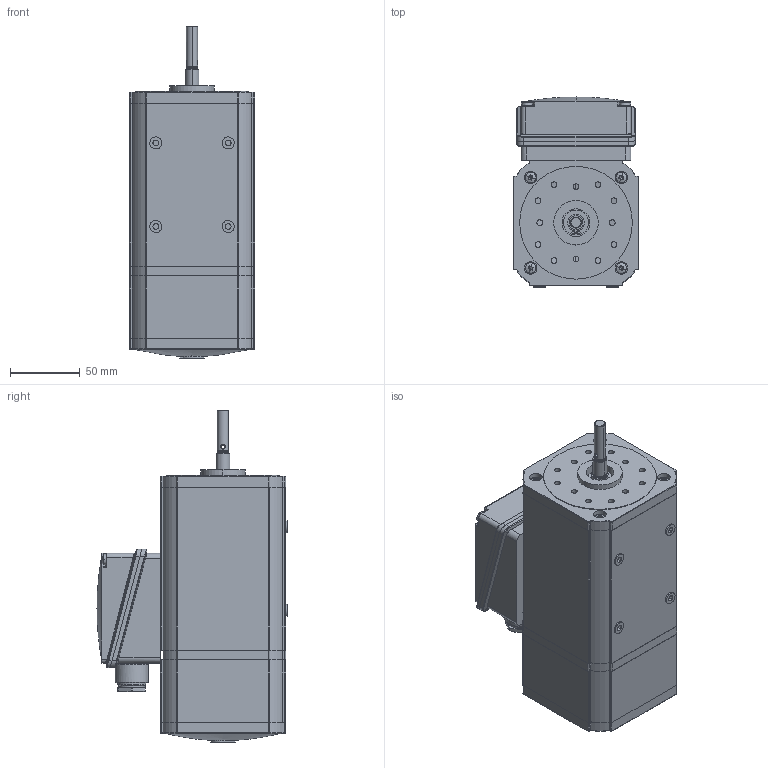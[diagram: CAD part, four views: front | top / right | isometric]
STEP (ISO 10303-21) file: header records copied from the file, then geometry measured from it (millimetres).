
FILE_DESCRIPTION (( 'STEP AP214' ), '1' );
FILE_NAME ('Motor IGK80-60B.STEP', '2014-01-30T10:55:35', ( '' ), ( '' ), 'SwSTEP 2.0', 'SolidWorks 2012', '' );
FILE_SCHEMA (( 'AUTOMOTIVE_DESIGN' ));
Length unit declared in the file: millimetre
Products named in the file (1): Motor IGK80-60B
Bounding box: 90 x 136.5 x 238.5 mm (x, y, z)
Surface area: 117107.7 mm2 (no closed solid volume)
Topology: 0 solids, 34 shells, 834 faces, 2797 edges, 1916 vertices
Faces by surface type: plane 373, cylinder 289, sphere 56, bspline 40, torus 39, cone 37
Entity records: 43856 total; most frequent: CARTESIAN_POINT 10747, DIRECTION 5308, ORIENTED_EDGE 4383, EDGE_CURVE 2772, AXIS2_PLACEMENT_3D 1996, VERTEX_POINT 1916, LINE 1316, VECTOR 1316
